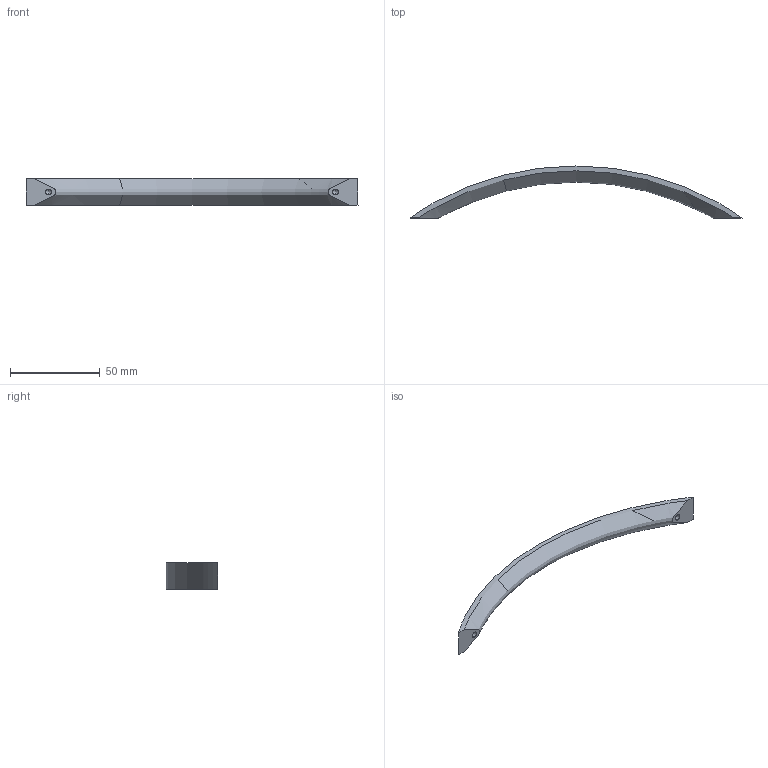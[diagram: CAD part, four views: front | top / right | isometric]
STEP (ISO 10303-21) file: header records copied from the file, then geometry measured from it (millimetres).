
FILE_DESCRIPTION (( 'STEP AP214' ), '1' );
FILE_NAME ('F002384,F002388,F002392,F002396_3D.step', '2022-07-07T08:07:21', ( '' ), ( '' ), 'SwSTEP 2.0', 'SolidWorks 2020', '' );
FILE_SCHEMA (( 'AUTOMOTIVE_DESIGN' ));
Length unit declared in the file: millimetre
Products named in the file (1): F002384,F002388,F002392,F002396_3D
Bounding box: 185.18 x 29 x 15 mm (x, y, z)
Volume: 17782.1 mm3; surface area: 7922.4 mm2
Topology: 1 solids, 1 shells, 14 faces, 48 edges, 34 vertices
Faces by surface type: cylinder 4, cone 4, plane 4, bspline 2
Entity records: 1359 total; most frequent: CARTESIAN_POINT 865, ORIENTED_EDGE 88, DIRECTION 88, EDGE_CURVE 44, VERTEX_POINT 34, AXIS2_PLACEMENT_3D 33, LINE 22, VECTOR 22
